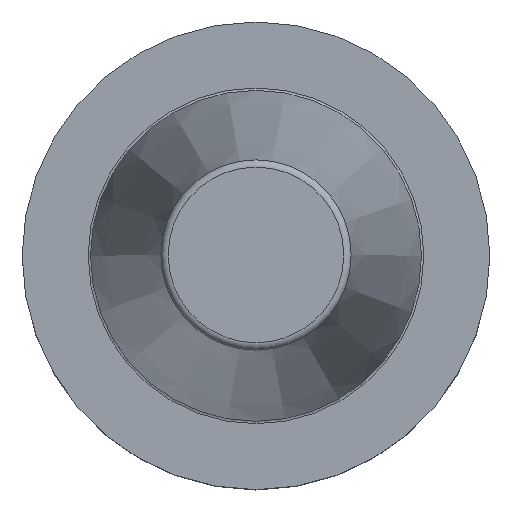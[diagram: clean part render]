
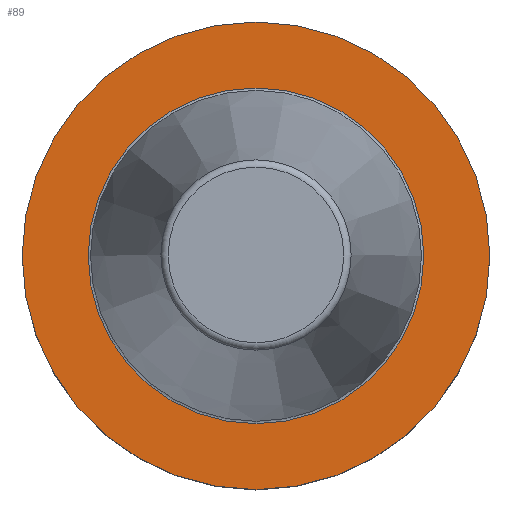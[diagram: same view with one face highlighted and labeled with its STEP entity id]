
A CAD part, top view. The second image highlights one B-rep face of the part: STEP entity #89.
In plain terms, the highlighted planar face has unit normal (0, 0, 1).
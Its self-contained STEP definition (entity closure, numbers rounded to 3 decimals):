
#58=FACE_BOUND('',#120,.T.);
#59=FACE_BOUND('',#121,.T.);
#89=ADVANCED_FACE('',(#58,#59),#103,.T.);
#103=PLANE('',#250);
#120=EDGE_LOOP('',(#156));
#121=EDGE_LOOP('',(#157));
#156=ORIENTED_EDGE('',*,*,#205,.T.);
#157=ORIENTED_EDGE('',*,*,#204,.F.);
#186=VERTEX_POINT('',#368);
#187=VERTEX_POINT('',#371);
#204=EDGE_CURVE('',#186,#186,#222,.T.);
#205=EDGE_CURVE('',#187,#187,#223,.T.);
#222=CIRCLE('',#247,22.6);
#223=CIRCLE('',#249,31.489);
#247=AXIS2_PLACEMENT_3D('',#367,#298,#299);
#249=AXIS2_PLACEMENT_3D('',#370,#302,#303);
#250=AXIS2_PLACEMENT_3D('',#372,#304,#305);
#298=DIRECTION('',(0.0,0.0,1.0));
#299=DIRECTION('',(1.0,0.0,0.0));
#302=DIRECTION('',(0.0,0.0,1.0));
#303=DIRECTION('',(1.0,0.0,0.0));
#304=DIRECTION('',(0.0,0.0,1.0));
#305=DIRECTION('',(1.0,0.0,0.0));
#367=CARTESIAN_POINT('',(0.0,0.0,-2.0));
#368=CARTESIAN_POINT('',(22.6,0.0,-2.0));
#370=CARTESIAN_POINT('',(0.0,0.0,-2.0));
#371=CARTESIAN_POINT('',(31.489,0.0,-2.0));
#372=CARTESIAN_POINT('',(0.0,22.6,-2.0));
